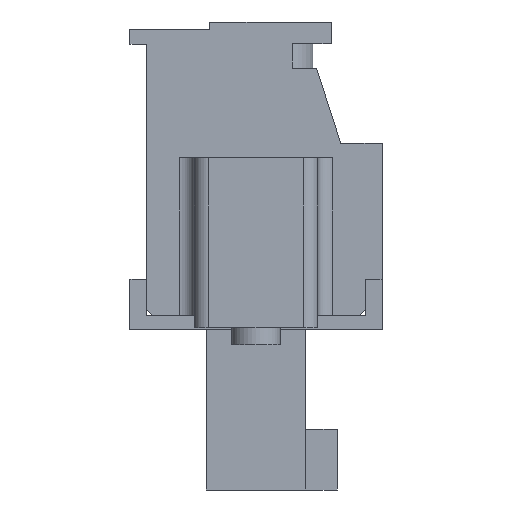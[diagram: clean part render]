
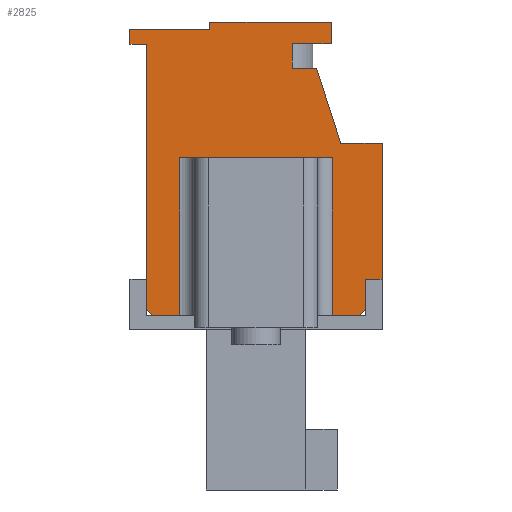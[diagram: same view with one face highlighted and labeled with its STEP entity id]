
A CAD part, left-side view. The second image highlights one B-rep face of the part: STEP entity #2825.
In plain terms, the highlighted planar face has unit normal (-1, 0, 0).
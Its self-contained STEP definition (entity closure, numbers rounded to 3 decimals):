
#2825 = ADVANCED_FACE( '', ( #5616 ), #5617, .T. );
#5616 = FACE_OUTER_BOUND( '', #8376, .T. );
#5617 = PLANE( '', #8377 );
#8376 = EDGE_LOOP( '', ( #16221, #16222, #16223, #16224, #16225, #16226, #16227, #16228, #16229, #16230, #16231, #16232, #16233, #16234, #16235, #16236, #16237, #16238, #16239, #16240, #16241, #16242 ) );
#8377 = AXIS2_PLACEMENT_3D( '', #16243, #16244, #16245 );
#16221 = ORIENTED_EDGE( '', *, *, #19348, .T. );
#16222 = ORIENTED_EDGE( '', *, *, #18127, .T. );
#16223 = ORIENTED_EDGE( '', *, *, #18818, .T. );
#16224 = ORIENTED_EDGE( '', *, *, #19678, .T. );
#16225 = ORIENTED_EDGE( '', *, *, #19582, .F. );
#16226 = ORIENTED_EDGE( '', *, *, #19630, .T. );
#16227 = ORIENTED_EDGE( '', *, *, #18824, .T. );
#16228 = ORIENTED_EDGE( '', *, *, #18596, .T. );
#16229 = ORIENTED_EDGE( '', *, *, #19800, .T. );
#16230 = ORIENTED_EDGE( '', *, *, #19405, .T. );
#16231 = ORIENTED_EDGE( '', *, *, #16975, .T. );
#16232 = ORIENTED_EDGE( '', *, *, #19314, .T. );
#16233 = ORIENTED_EDGE( '', *, *, #17514, .T. );
#16234 = ORIENTED_EDGE( '', *, *, #18858, .T. );
#16235 = ORIENTED_EDGE( '', *, *, #17625, .T. );
#16236 = ORIENTED_EDGE( '', *, *, #17105, .T. );
#16237 = ORIENTED_EDGE( '', *, *, #19201, .T. );
#16238 = ORIENTED_EDGE( '', *, *, #19891, .T. );
#16239 = ORIENTED_EDGE( '', *, *, #17022, .T. );
#16240 = ORIENTED_EDGE( '', *, *, #18743, .T. );
#16241 = ORIENTED_EDGE( '', *, *, #19420, .T. );
#16242 = ORIENTED_EDGE( '', *, *, #19681, .T. );
#16243 = CARTESIAN_POINT( '', ( -12.25, 0., 0. ) );
#16244 = DIRECTION( '', ( -1., 0., 0. ) );
#16245 = DIRECTION( '', ( 0., 0., 1. ) );
#16975 = EDGE_CURVE( '', #20324, #20382, #20384, .T. );
#17022 = EDGE_CURVE( '', #20464, #20465, #20466, .T. );
#17105 = EDGE_CURVE( '', #20582, #20614, #20616, .T. );
#17514 = EDGE_CURVE( '', #21320, #21321, #21322, .T. );
#17625 = EDGE_CURVE( '', #21502, #20582, #21504, .T. );
#18127 = EDGE_CURVE( '', #22313, #22311, #22314, .F. );
#18596 = EDGE_CURVE( '', #23019, #23020, #23021, .F. );
#18743 = EDGE_CURVE( '', #20465, #23235, #23236, .T. );
#18818 = EDGE_CURVE( '', #22311, #23337, #23338, .T. );
#18824 = EDGE_CURVE( '', #23346, #23019, #23347, .T. );
#18858 = EDGE_CURVE( '', #21321, #21502, #23389, .T. );
#19201 = EDGE_CURVE( '', #20614, #23842, #23843, .T. );
#19314 = EDGE_CURVE( '', #20382, #21320, #23979, .T. );
#19348 = EDGE_CURVE( '', #24023, #22313, #24024, .T. );
#19405 = EDGE_CURVE( '', #24085, #20324, #24087, .T. );
#19420 = EDGE_CURVE( '', #23235, #24103, #24104, .T. );
#19582 = EDGE_CURVE( '', #24297, #24299, #24300, .T. );
#19630 = EDGE_CURVE( '', #24297, #23346, #24354, .F. );
#19678 = EDGE_CURVE( '', #23337, #24299, #24407, .F. );
#19681 = EDGE_CURVE( '', #24103, #24023, #24410, .T. );
#19800 = EDGE_CURVE( '', #23020, #24085, #24538, .T. );
#19891 = EDGE_CURVE( '', #23842, #20464, #24633, .T. );
#20324 = VERTEX_POINT( '', #25261 );
#20382 = VERTEX_POINT( '', #25348 );
#20384 = LINE( '', #25351, #25352 );
#20464 = VERTEX_POINT( '', #25459 );
#20465 = VERTEX_POINT( '', #25460 );
#20466 = LINE( '', #25461, #25462 );
#20582 = VERTEX_POINT( '', #25628 );
#20614 = VERTEX_POINT( '', #25669 );
#20616 = LINE( '', #25672, #25673 );
#21320 = VERTEX_POINT( '', #26685 );
#21321 = VERTEX_POINT( '', #26686 );
#21322 = LINE( '', #26687, #26688 );
#21502 = VERTEX_POINT( '', #26966 );
#21504 = LINE( '', #26969, #26970 );
#22311 = VERTEX_POINT( '', #28175 );
#22313 = VERTEX_POINT( '', #28178 );
#22314 = LINE( '', #28179, #28180 );
#23019 = VERTEX_POINT( '', #29217 );
#23020 = VERTEX_POINT( '', #29218 );
#23021 = LINE( '', #29219, #29220 );
#23235 = VERTEX_POINT( '', #29546 );
#23236 = LINE( '', #29547, #29548 );
#23337 = VERTEX_POINT( '', #29699 );
#23338 = LINE( '', #29700, #29701 );
#23346 = VERTEX_POINT( '', #29712 );
#23347 = LINE( '', #29713, #29714 );
#23389 = LINE( '', #29772, #29773 );
#23842 = VERTEX_POINT( '', #30453 );
#23843 = LINE( '', #30454, #30455 );
#23979 = LINE( '', #30665, #30666 );
#24023 = VERTEX_POINT( '', #30740 );
#24024 = LINE( '', #30741, #30742 );
#24085 = VERTEX_POINT( '', #30831 );
#24087 = LINE( '', #30834, #30835 );
#24103 = VERTEX_POINT( '', #30857 );
#24104 = LINE( '', #30858, #30859 );
#24297 = VERTEX_POINT( '', #31184 );
#24299 = VERTEX_POINT( '', #31186 );
#24300 = LINE( '', #31187, #31188 );
#24354 = LINE( '', #31262, #31263 );
#24407 = LINE( '', #31336, #31337 );
#24410 = LINE( '', #31340, #31341 );
#24538 = LINE( '', #31525, #31526 );
#24633 = LINE( '', #31673, #31674 );
#25261 = CARTESIAN_POINT( '', ( -12.25, -5.2, -3.84 ) );
#25348 = CARTESIAN_POINT( '', ( -12.25, -5.2, 1.76 ) );
#25351 = CARTESIAN_POINT( '', ( -12.25, -5.2, -3.84 ) );
#25352 = VECTOR( '', #31953, 1000. );
#25459 = CARTESIAN_POINT( '', ( -12.25, 1.9, 6.76 ) );
#25460 = CARTESIAN_POINT( '', ( -12.25, 1.9, 6.46 ) );
#25461 = CARTESIAN_POINT( '', ( -12.25, 1.9, 6.76 ) );
#25462 = VECTOR( '', #32008, 1000. );
#25628 = CARTESIAN_POINT( '', ( -12.25, -1.5, 5.86 ) );
#25669 = CARTESIAN_POINT( '', ( -12.25, -3.1, 5.86 ) );
#25672 = CARTESIAN_POINT( '', ( -12.25, -1.5, 5.86 ) );
#25673 = VECTOR( '', #32102, 1000. );
#26685 = CARTESIAN_POINT( '', ( -12.25, -3.5, 1.76 ) );
#26686 = CARTESIAN_POINT( '', ( -12.25, -2.5, 4.86 ) );
#26687 = CARTESIAN_POINT( '', ( -12.25, -3.5, 1.76 ) );
#26688 = VECTOR( '', #32486, 1000. );
#26966 = CARTESIAN_POINT( '', ( -12.25, -1.5, 4.86 ) );
#26969 = CARTESIAN_POINT( '', ( -12.25, -1.5, 4.86 ) );
#26970 = VECTOR( '', #32580, 1000. );
#28175 = CARTESIAN_POINT( '', ( -12.25, 4.25, -5.34 ) );
#28178 = CARTESIAN_POINT( '', ( -12.25, 4.5, -5.09 ) );
#28179 = CARTESIAN_POINT( '', ( -12.25, 4.795, -4.795 ) );
#28180 = VECTOR( '', #33072, 1000. );
#29217 = CARTESIAN_POINT( '', ( -12.25, -4.25, -5.34 ) );
#29218 = CARTESIAN_POINT( '', ( -12.25, -4.5, -5.09 ) );
#29219 = CARTESIAN_POINT( '', ( -12.25, -4.795, -4.795 ) );
#29220 = VECTOR( '', #33506, 1000. );
#29546 = CARTESIAN_POINT( '', ( -12.25, 5.2, 6.46 ) );
#29547 = CARTESIAN_POINT( '', ( -12.25, 1.9, 6.46 ) );
#29548 = VECTOR( '', #33651, 1000. );
#29699 = CARTESIAN_POINT( '', ( -12.25, 3.15, -5.34 ) );
#29700 = CARTESIAN_POINT( '', ( -12.25, 0., -5.34 ) );
#29701 = VECTOR( '', #33713, 1000. );
#29712 = CARTESIAN_POINT( '', ( -12.25, -3.15, -5.34 ) );
#29713 = CARTESIAN_POINT( '', ( -12.25, 0., -5.34 ) );
#29714 = VECTOR( '', #33723, 1000. );
#29772 = CARTESIAN_POINT( '', ( -12.25, -1.5, 4.86 ) );
#29773 = VECTOR( '', #33764, 1000. );
#30453 = CARTESIAN_POINT( '', ( -12.25, -3.1, 6.76 ) );
#30454 = CARTESIAN_POINT( '', ( -12.25, -3.1, 5.86 ) );
#30455 = VECTOR( '', #34058, 1000. );
#30665 = CARTESIAN_POINT( '', ( -12.25, -5.2, 1.76 ) );
#30666 = VECTOR( '', #34135, 1000. );
#30740 = CARTESIAN_POINT( '', ( -12.25, 4.5, 5.84 ) );
#30741 = CARTESIAN_POINT( '', ( -12.25, 4.5, 5.84 ) );
#30742 = VECTOR( '', #34166, 1000. );
#30831 = CARTESIAN_POINT( '', ( -12.25, -4.5, -3.84 ) );
#30834 = CARTESIAN_POINT( '', ( -12.25, -4.5, -3.84 ) );
#30835 = VECTOR( '', #34202, 1000. );
#30857 = CARTESIAN_POINT( '', ( -12.25, 5.2, 5.84 ) );
#30858 = CARTESIAN_POINT( '', ( -12.25, 5.2, 6.46 ) );
#30859 = VECTOR( '', #34209, 1000. );
#31184 = CARTESIAN_POINT( '', ( -12.25, -3.15, 1.16 ) );
#31186 = CARTESIAN_POINT( '', ( -12.25, 3.15, 1.16 ) );
#31187 = CARTESIAN_POINT( '', ( -12.25, -2.55, 1.16 ) );
#31188 = VECTOR( '', #34317, 1000. );
#31262 = CARTESIAN_POINT( '', ( -12.25, -3.15, 0. ) );
#31263 = VECTOR( '', #34356, 1000. );
#31336 = CARTESIAN_POINT( '', ( -12.25, 3.15, 0. ) );
#31337 = VECTOR( '', #34383, 1000. );
#31340 = CARTESIAN_POINT( '', ( -12.25, 5.2, 5.84 ) );
#31341 = VECTOR( '', #34384, 1000. );
#31525 = CARTESIAN_POINT( '', ( -12.25, -4.5, -5.84 ) );
#31526 = VECTOR( '', #34456, 1000. );
#31673 = CARTESIAN_POINT( '', ( -12.25, -3.1, 6.76 ) );
#31674 = VECTOR( '', #34495, 1000. );
#31953 = DIRECTION( '', ( 0., 0., 1. ) );
#32008 = DIRECTION( '', ( 0., 0., -1. ) );
#32102 = DIRECTION( '', ( 0., -1., 0. ) );
#32486 = DIRECTION( '', ( 0., 0.307, 0.952 ) );
#32580 = DIRECTION( '', ( 0., 0., 1. ) );
#33072 = DIRECTION( '', ( 0., 0.707, 0.707 ) );
#33506 = DIRECTION( '', ( 0., 0.707, -0.707 ) );
#33651 = DIRECTION( '', ( 0., 1., 0. ) );
#33713 = DIRECTION( '', ( 0., -1., 0. ) );
#33723 = DIRECTION( '', ( 0., -1., 0. ) );
#33764 = DIRECTION( '', ( 0., 1., 0. ) );
#34058 = DIRECTION( '', ( 0., 0., 1. ) );
#34135 = DIRECTION( '', ( 0., 1., 0. ) );
#34166 = DIRECTION( '', ( 0., 0., -1. ) );
#34202 = DIRECTION( '', ( 0., -1., 0. ) );
#34209 = DIRECTION( '', ( 0., 0., -1. ) );
#34317 = DIRECTION( '', ( 0., 1., 0. ) );
#34356 = DIRECTION( '', ( 0., 0., 1. ) );
#34383 = DIRECTION( '', ( 0., 0., -1. ) );
#34384 = DIRECTION( '', ( 0., -1., 0. ) );
#34456 = DIRECTION( '', ( 0., 0., 1. ) );
#34495 = DIRECTION( '', ( 0., 1., 0. ) );
